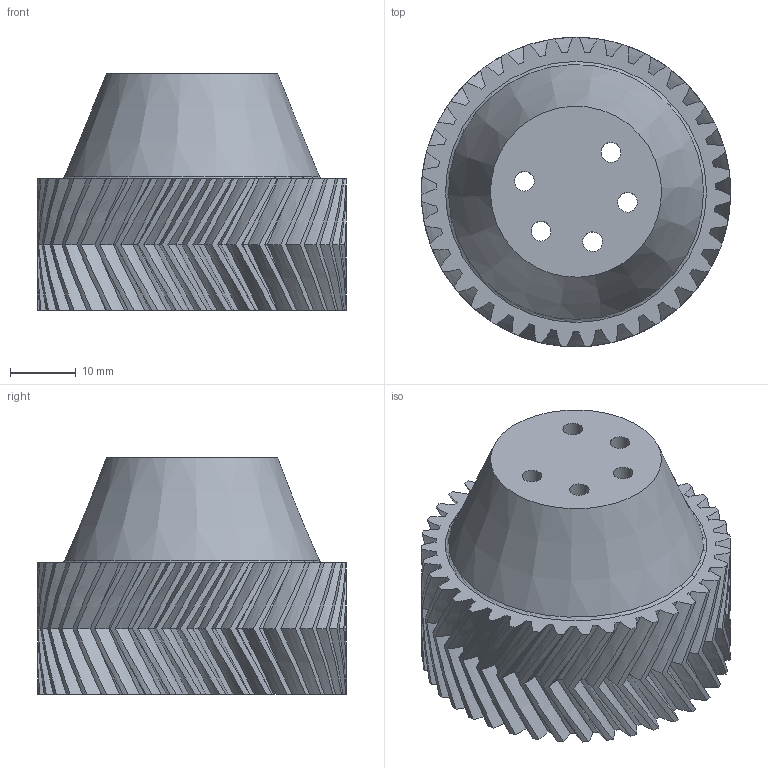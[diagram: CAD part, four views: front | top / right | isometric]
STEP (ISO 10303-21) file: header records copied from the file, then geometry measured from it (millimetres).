
FILE_DESCRIPTION(/* description */ (''),/* implementation_level */ '2;1');
FILE_NAME(/* name */ '',/* time_stamp */ '2025-11-15T18:31:22+03:00',/* author */ ('Phantom'),/* organization */ (''),/* preprocessor_version */ 'ST-DEVELOPER v20',/* originating_system */ 'Autodesk Inventor 2025',/* authorisation */ '');
FILE_SCHEMA (('AUTOMOTIVE_DESIGN { 1 0 10303 214 3 1 1 }'));
Length unit declared in the file: millimetre
Products named in the file (1): Цилиндрическое зубчатое 
зацепление1
Bounding box: 47.03 x 47.03 x 36 mm (x, y, z)
Volume: 38916.1 mm3; surface area: 11891.6 mm2
Topology: 1 solids, 1 shells, 286 faces, 768 edges, 486 vertices
Faces by surface type: bspline 234, cylinder 45, plane 4, torus 2, cone 1
Full cylindrical faces by diameter (mm): 3 x5, 26 x1
Entity records: 12358 total; most frequent: CARTESIAN_POINT 7118, ORIENTED_EDGE 1536, EDGE_CURVE 768, B_SPLINE_CURVE_WITH_KNOTS 663, VERTEX_POINT 486, DIRECTION 309, EDGE_LOOP 298, FACE_OUTER_BOUND 286
